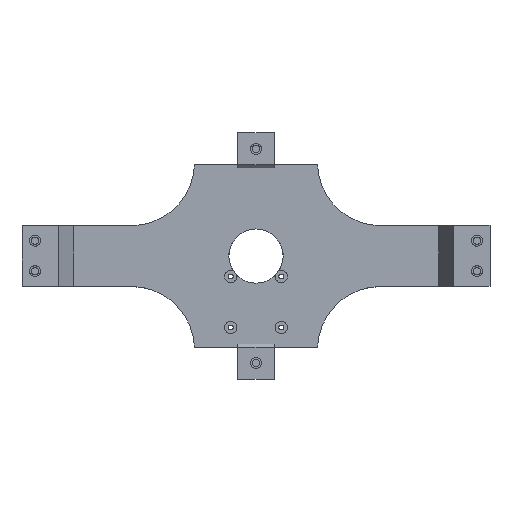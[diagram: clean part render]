
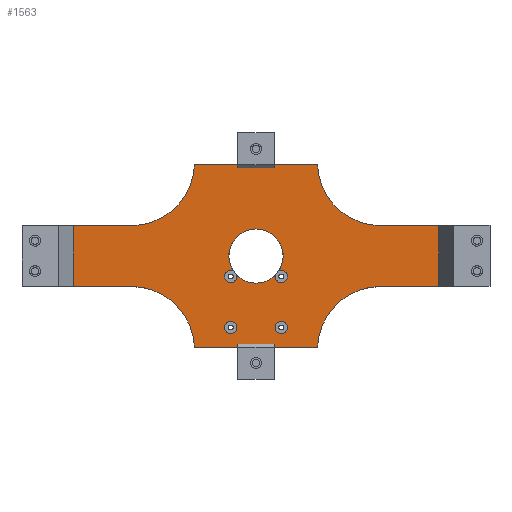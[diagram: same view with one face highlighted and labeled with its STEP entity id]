
A CAD part, top view. The second image highlights one B-rep face of the part: STEP entity #1563.
In plain terms, the highlighted planar face has unit normal (0, 0, 1).
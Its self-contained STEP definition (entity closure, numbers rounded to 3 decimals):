
#19=FACE_BOUND('',#266,.T.);
#20=FACE_BOUND('',#267,.T.);
#21=FACE_BOUND('',#268,.T.);
#48=CIRCLE('',#1643,25.5);
#51=CIRCLE('',#1647,25.5);
#52=CIRCLE('',#1649,25.5);
#55=CIRCLE('',#1653,25.5);
#68=CIRCLE('',#1682,2.5);
#69=CIRCLE('',#1683,2.5);
#70=CIRCLE('',#1684,2.5);
#71=CIRCLE('',#1685,11.);
#72=CIRCLE('',#1686,11.);
#73=CIRCLE('',#1687,2.5);
#74=CIRCLE('',#1688,11.);
#170=FACE_OUTER_BOUND('',#265,.T.);
#265=EDGE_LOOP('',(#1114,#1115,#1116,#1117,#1118,#1119,#1120,#1121,#1122,
#1123,#1124,#1125,#1126,#1127,#1128,#1129,#1130,#1131,#1132,#1133));
#266=EDGE_LOOP('',(#1134));
#267=EDGE_LOOP('',(#1135));
#268=EDGE_LOOP('',(#1136,#1137,#1138,#1139,#1140));
#401=LINE('',#2412,#553);
#404=LINE('',#2418,#556);
#406=LINE('',#2423,#558);
#408=LINE('',#2428,#560);
#409=LINE('',#2429,#561);
#410=LINE('',#2431,#562);
#411=LINE('',#2433,#563);
#412=LINE('',#2434,#564);
#413=LINE('',#2436,#565);
#414=LINE('',#2438,#566);
#415=LINE('',#2440,#567);
#416=LINE('',#2442,#568);
#417=LINE('',#2443,#569);
#418=LINE('',#2445,#570);
#419=LINE('',#2446,#571);
#420=LINE('',#2447,#572);
#553=VECTOR('',#1923,10.);
#556=VECTOR('',#1928,10.);
#558=VECTOR('',#1932,10.);
#560=VECTOR('',#1936,10.);
#561=VECTOR('',#1937,10.);
#562=VECTOR('',#1938,10.);
#563=VECTOR('',#1939,10.);
#564=VECTOR('',#1940,10.);
#565=VECTOR('',#1941,10.);
#566=VECTOR('',#1942,10.);
#567=VECTOR('',#1943,10.);
#568=VECTOR('',#1944,10.);
#569=VECTOR('',#1945,10.);
#570=VECTOR('',#1946,10.);
#571=VECTOR('',#1947,10.);
#572=VECTOR('',#1948,10.);
#686=VERTEX_POINT('',#2325);
#687=VERTEX_POINT('',#2326);
#692=VERTEX_POINT('',#2337);
#693=VERTEX_POINT('',#2339);
#694=VERTEX_POINT('',#2343);
#695=VERTEX_POINT('',#2344);
#700=VERTEX_POINT('',#2355);
#701=VERTEX_POINT('',#2357);
#717=VERTEX_POINT('',#2410);
#719=VERTEX_POINT('',#2415);
#720=VERTEX_POINT('',#2420);
#722=VERTEX_POINT('',#2426);
#723=VERTEX_POINT('',#2427);
#724=VERTEX_POINT('',#2430);
#725=VERTEX_POINT('',#2432);
#726=VERTEX_POINT('',#2435);
#727=VERTEX_POINT('',#2437);
#728=VERTEX_POINT('',#2439);
#729=VERTEX_POINT('',#2441);
#730=VERTEX_POINT('',#2444);
#731=VERTEX_POINT('',#2448);
#732=VERTEX_POINT('',#2450);
#733=VERTEX_POINT('',#2452);
#734=VERTEX_POINT('',#2453);
#735=VERTEX_POINT('',#2455);
#736=VERTEX_POINT('',#2457);
#737=VERTEX_POINT('',#2459);
#832=EDGE_CURVE('',#686,#687,#48,.T.);
#838=EDGE_CURVE('',#693,#692,#51,.F.);
#840=EDGE_CURVE('',#694,#695,#52,.T.);
#846=EDGE_CURVE('',#701,#700,#55,.F.);
#871=EDGE_CURVE('',#717,#700,#401,.T.);
#874=EDGE_CURVE('',#719,#693,#404,.T.);
#876=EDGE_CURVE('',#686,#720,#406,.T.);
#878=EDGE_CURVE('',#722,#723,#408,.T.);
#879=EDGE_CURVE('',#719,#722,#409,.T.);
#880=EDGE_CURVE('',#724,#692,#410,.T.);
#881=EDGE_CURVE('',#724,#725,#411,.T.);
#882=EDGE_CURVE('',#695,#725,#412,.T.);
#883=EDGE_CURVE('',#694,#726,#413,.T.);
#884=EDGE_CURVE('',#726,#727,#414,.T.);
#885=EDGE_CURVE('',#727,#728,#415,.T.);
#886=EDGE_CURVE('',#728,#729,#416,.T.);
#887=EDGE_CURVE('',#729,#701,#417,.T.);
#888=EDGE_CURVE('',#730,#717,#418,.T.);
#889=EDGE_CURVE('',#730,#687,#419,.T.);
#890=EDGE_CURVE('',#723,#720,#420,.T.);
#891=EDGE_CURVE('',#731,#731,#68,.T.);
#892=EDGE_CURVE('',#732,#732,#69,.T.);
#893=EDGE_CURVE('',#733,#734,#70,.T.);
#894=EDGE_CURVE('',#734,#735,#71,.T.);
#895=EDGE_CURVE('',#735,#736,#72,.T.);
#896=EDGE_CURVE('',#736,#737,#73,.T.);
#897=EDGE_CURVE('',#737,#733,#74,.T.);
#1114=ORIENTED_EDGE('',*,*,#878,.F.);
#1115=ORIENTED_EDGE('',*,*,#879,.F.);
#1116=ORIENTED_EDGE('',*,*,#874,.T.);
#1117=ORIENTED_EDGE('',*,*,#838,.T.);
#1118=ORIENTED_EDGE('',*,*,#880,.F.);
#1119=ORIENTED_EDGE('',*,*,#881,.T.);
#1120=ORIENTED_EDGE('',*,*,#882,.F.);
#1121=ORIENTED_EDGE('',*,*,#840,.F.);
#1122=ORIENTED_EDGE('',*,*,#883,.T.);
#1123=ORIENTED_EDGE('',*,*,#884,.T.);
#1124=ORIENTED_EDGE('',*,*,#885,.T.);
#1125=ORIENTED_EDGE('',*,*,#886,.T.);
#1126=ORIENTED_EDGE('',*,*,#887,.T.);
#1127=ORIENTED_EDGE('',*,*,#846,.T.);
#1128=ORIENTED_EDGE('',*,*,#871,.F.);
#1129=ORIENTED_EDGE('',*,*,#888,.F.);
#1130=ORIENTED_EDGE('',*,*,#889,.T.);
#1131=ORIENTED_EDGE('',*,*,#832,.F.);
#1132=ORIENTED_EDGE('',*,*,#876,.T.);
#1133=ORIENTED_EDGE('',*,*,#890,.F.);
#1134=ORIENTED_EDGE('',*,*,#891,.T.);
#1135=ORIENTED_EDGE('',*,*,#892,.T.);
#1136=ORIENTED_EDGE('',*,*,#893,.T.);
#1137=ORIENTED_EDGE('',*,*,#894,.T.);
#1138=ORIENTED_EDGE('',*,*,#895,.T.);
#1139=ORIENTED_EDGE('',*,*,#896,.T.);
#1140=ORIENTED_EDGE('',*,*,#897,.T.);
#1489=PLANE('',#1681);
#1563=ADVANCED_FACE('',(#170,#19,#20,#21),#1489,.T.);
#1643=AXIS2_PLACEMENT_3D('',#2327,#1832,#1833);
#1647=AXIS2_PLACEMENT_3D('',#2340,#1843,#1844);
#1649=AXIS2_PLACEMENT_3D('',#2345,#1848,#1849);
#1653=AXIS2_PLACEMENT_3D('',#2358,#1859,#1860);
#1681=AXIS2_PLACEMENT_3D('',#2425,#1934,#1935);
#1682=AXIS2_PLACEMENT_3D('',#2449,#1949,#1950);
#1683=AXIS2_PLACEMENT_3D('',#2451,#1951,#1952);
#1684=AXIS2_PLACEMENT_3D('',#2454,#1953,#1954);
#1685=AXIS2_PLACEMENT_3D('',#2456,#1955,#1956);
#1686=AXIS2_PLACEMENT_3D('',#2458,#1957,#1958);
#1687=AXIS2_PLACEMENT_3D('',#2460,#1959,#1960);
#1688=AXIS2_PLACEMENT_3D('',#2461,#1961,#1962);
#1832=DIRECTION('center_axis',(0.,0.,
1.));
#1833=DIRECTION('ref_axis',(-0.999,-0.033,0.));
#1843=DIRECTION('center_axis',(0.,0.,
1.));
#1844=DIRECTION('ref_axis',(0.999,-0.033,0.));
#1848=DIRECTION('center_axis',(0.,0.,
1.));
#1849=DIRECTION('ref_axis',(0.999,0.034,0.));
#1859=DIRECTION('center_axis',(0.,0.,
1.));
#1860=DIRECTION('ref_axis',(-0.999,0.034,0.));
#1923=DIRECTION('',(-1.,0.,0.));
#1928=DIRECTION('',(-1.,0.,0.));
#1932=DIRECTION('',(-1.,0.,0.));
#1934=DIRECTION('center_axis',(0.,0.,
1.));
#1935=DIRECTION('ref_axis',(0.,1.,0.));
#1936=DIRECTION('',(1.,0.,0.));
#1937=DIRECTION('',(0.,-1.,0.));
#1938=DIRECTION('',(1.,0.,0.));
#1939=DIRECTION('',(0.,-1.,0.));
#1940=DIRECTION('',(-1.,0.,0.));
#1941=DIRECTION('',(1.,0.,0.));
#1942=DIRECTION('',(0.,1.,0.));
#1943=DIRECTION('',(1.,0.,0.));
#1944=DIRECTION('',(0.,-1.,0.));
#1945=DIRECTION('',(1.,0.,0.));
#1946=DIRECTION('',(0.,-1.,0.));
#1947=DIRECTION('',(-1.,0.,0.));
#1948=DIRECTION('',(0.,1.,0.));
#1949=DIRECTION('center_axis',(0.,0.,
-1.));
#1950=DIRECTION('ref_axis',(0.,1.,0.));
#1951=DIRECTION('center_axis',(0.,0.,
-1.));
#1952=DIRECTION('ref_axis',(0.,1.,0.));
#1953=DIRECTION('center_axis',(0.,0.,
-1.));
#1954=DIRECTION('ref_axis',(0.,1.,0.));
#1955=DIRECTION('center_axis',(0.,0.,
-1.));
#1956=DIRECTION('ref_axis',(0.,1.,0.));
#1957=DIRECTION('center_axis',(0.,0.,
-1.));
#1958=DIRECTION('ref_axis',(0.,1.,0.));
#1959=DIRECTION('center_axis',(0.,0.,
-1.));
#1960=DIRECTION('ref_axis',(0.,1.,0.));
#1961=DIRECTION('center_axis',(0.,0.,
-1.));
#1962=DIRECTION('ref_axis',(0.,1.,0.));
#2325=CARTESIAN_POINT('',(25.,37.037,-24.));
#2326=CARTESIAN_POINT('',(50.486,12.374,-24.));
#2327=CARTESIAN_POINT('Origin',(50.486,37.874,-24.));
#2337=CARTESIAN_POINT('',(-50.486,12.374,-24.));
#2339=CARTESIAN_POINT('',(-25.,37.037,-24.));
#2340=CARTESIAN_POINT('Origin',(-50.486,37.874,-24.));
#2343=CARTESIAN_POINT('',(-25.,-37.,-24.));
#2344=CARTESIAN_POINT('',(-50.485,-12.375,-24.));
#2345=CARTESIAN_POINT('Origin',(-50.485,-37.875,-24.));
#2355=CARTESIAN_POINT('',(50.485,-12.375,-24.));
#2357=CARTESIAN_POINT('',(25.,-37.,-24.));
#2358=CARTESIAN_POINT('Origin',(50.485,-37.875,-24.));
#2410=CARTESIAN_POINT('',(74.123,-12.375,-24.));
#2412=CARTESIAN_POINT('',(37.,-12.375,-24.));
#2415=CARTESIAN_POINT('',(-7.5,37.037,-24.));
#2418=CARTESIAN_POINT('',(-25.,37.037,-24.));
#2420=CARTESIAN_POINT('',(7.5,37.037,-24.));
#2423=CARTESIAN_POINT('',(-25.,37.037,-24.));
#2425=CARTESIAN_POINT('Origin',(0.,-11.683,
-24.));
#2426=CARTESIAN_POINT('',(-7.5,35.782,-24.));
#2427=CARTESIAN_POINT('',(7.5,35.782,-24.));
#2428=CARTESIAN_POINT('',(-7.5,35.782,-24.));
#2429=CARTESIAN_POINT('',(-7.5,34.853,-24.));
#2430=CARTESIAN_POINT('',(-74.123,12.374,-24.));
#2431=CARTESIAN_POINT('',(-74.123,12.374,-24.));
#2432=CARTESIAN_POINT('',(-74.123,-12.375,-24.));
#2433=CARTESIAN_POINT('',(-74.123,12.374,-24.));
#2434=CARTESIAN_POINT('',(-74.123,-12.375,-24.));
#2435=CARTESIAN_POINT('',(-7.5,-37.,-24.));
#2436=CARTESIAN_POINT('',(-25.,-37.,-24.));
#2437=CARTESIAN_POINT('',(-7.5,-35.782,-24.));
#2438=CARTESIAN_POINT('',(-7.5,-24.037,-24.));
#2439=CARTESIAN_POINT('',(7.5,-35.782,-24.));
#2440=CARTESIAN_POINT('',(-3.75,-35.782,-24.));
#2441=CARTESIAN_POINT('',(7.5,-37.,-24.));
#2442=CARTESIAN_POINT('',(7.5,-24.037,-24.));
#2443=CARTESIAN_POINT('',(-7.22,-37.,-24.));
#2444=CARTESIAN_POINT('',(74.123,12.374,-24.));
#2445=CARTESIAN_POINT('',(74.123,12.374,-24.));
#2446=CARTESIAN_POINT('',(37.,12.374,-24.));
#2447=CARTESIAN_POINT('',(7.5,-10.147,-24.));
#2448=CARTESIAN_POINT('',(-10.25,-31.5,-24.));
#2449=CARTESIAN_POINT('Origin',(-10.25,-29.,-24.));
#2450=CARTESIAN_POINT('',(10.25,-31.5,-24.));
#2451=CARTESIAN_POINT('Origin',(10.25,-29.,-24.));
#2452=CARTESIAN_POINT('',(-7.813,-7.743,-24.));
#2453=CARTESIAN_POINT('',(-9.199,-6.032,-24.));
#2454=CARTESIAN_POINT('Origin',(-10.25,-8.3,-24.));
#2455=CARTESIAN_POINT('',(0.,11.,-24.));
#2456=CARTESIAN_POINT('Origin',(0.,0.,
-24.));
#2457=CARTESIAN_POINT('',(9.199,-6.032,-24.));
#2458=CARTESIAN_POINT('Origin',(0.,0.,
-24.));
#2459=CARTESIAN_POINT('',(7.813,-7.743,-24.));
#2460=CARTESIAN_POINT('Origin',(10.25,-8.3,-24.));
#2461=CARTESIAN_POINT('Origin',(0.,0.,
-24.));
